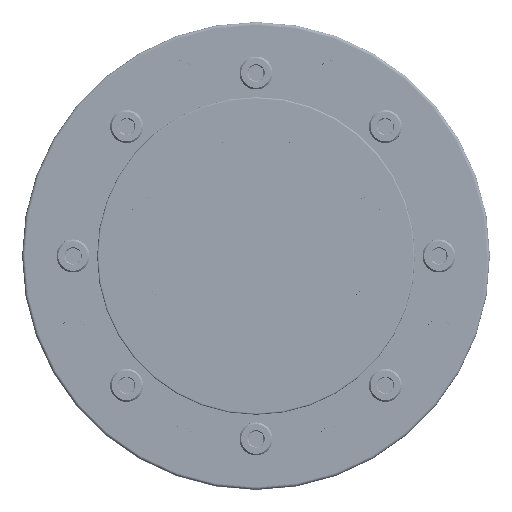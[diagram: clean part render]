
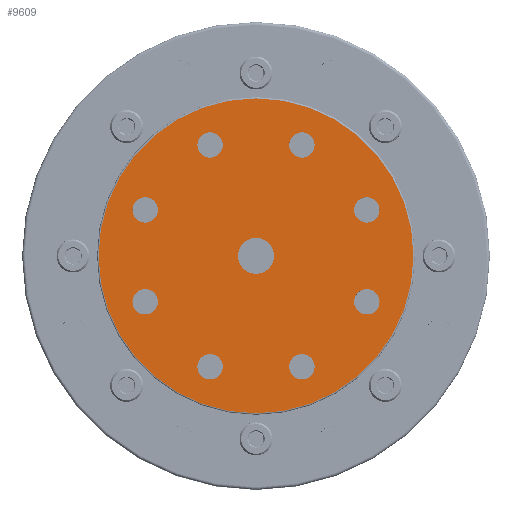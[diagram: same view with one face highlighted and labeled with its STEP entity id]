
A CAD part, top view. The second image highlights one B-rep face of the part: STEP entity #9609.
In plain terms, the highlighted face is planar.
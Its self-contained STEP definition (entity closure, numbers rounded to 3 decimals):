
#814=FACE_BOUND('',#2150,.T.);
#815=FACE_BOUND('',#2151,.T.);
#816=FACE_BOUND('',#2152,.T.);
#817=FACE_BOUND('',#2153,.T.);
#818=FACE_BOUND('',#2154,.T.);
#819=FACE_BOUND('',#2155,.T.);
#820=FACE_BOUND('',#2156,.T.);
#821=FACE_BOUND('',#2157,.T.);
#822=FACE_BOUND('',#2158,.T.);
#995=PLANE('',#10668);
#1506=FACE_OUTER_BOUND('',#2149,.T.);
#2149=EDGE_LOOP('',(#8669,#8670));
#2150=EDGE_LOOP('',(#8671));
#2151=EDGE_LOOP('',(#8672));
#2152=EDGE_LOOP('',(#8673));
#2153=EDGE_LOOP('',(#8674));
#2154=EDGE_LOOP('',(#8675));
#2155=EDGE_LOOP('',(#8676));
#2156=EDGE_LOOP('',(#8677));
#2157=EDGE_LOOP('',(#8678));
#2158=EDGE_LOOP('',(#8679));
#3641=CIRCLE('',#10660,26.25);
#3645=CIRCLE('',#10664,26.25);
#3648=CIRCLE('',#10669,2.117);
#3649=CIRCLE('',#10670,2.117);
#3650=CIRCLE('',#10671,2.117);
#3651=CIRCLE('',#10672,2.117);
#3652=CIRCLE('',#10673,2.117);
#3653=CIRCLE('',#10674,2.117);
#3654=CIRCLE('',#10675,2.117);
#3655=CIRCLE('',#10676,2.117);
#3656=CIRCLE('',#10677,3.);
#4585=VERTEX_POINT('',#30785);
#4586=VERTEX_POINT('',#30786);
#4591=VERTEX_POINT('',#30801);
#4592=VERTEX_POINT('',#30803);
#4593=VERTEX_POINT('',#30805);
#4594=VERTEX_POINT('',#30807);
#4595=VERTEX_POINT('',#30809);
#4596=VERTEX_POINT('',#30811);
#4597=VERTEX_POINT('',#30813);
#4598=VERTEX_POINT('',#30815);
#4599=VERTEX_POINT('',#30817);
#5953=EDGE_CURVE('',#4585,#4586,#3641,.T.);
#5957=EDGE_CURVE('',#4586,#4585,#3645,.T.);
#5961=EDGE_CURVE('',#4591,#4591,#3648,.T.);
#5962=EDGE_CURVE('',#4592,#4592,#3649,.T.);
#5963=EDGE_CURVE('',#4593,#4593,#3650,.T.);
#5964=EDGE_CURVE('',#4594,#4594,#3651,.T.);
#5965=EDGE_CURVE('',#4595,#4595,#3652,.T.);
#5966=EDGE_CURVE('',#4596,#4596,#3653,.T.);
#5967=EDGE_CURVE('',#4597,#4597,#3654,.T.);
#5968=EDGE_CURVE('',#4598,#4598,#3655,.T.);
#5969=EDGE_CURVE('',#4599,#4599,#3656,.T.);
#8669=ORIENTED_EDGE('',*,*,#5953,.F.);
#8670=ORIENTED_EDGE('',*,*,#5957,.F.);
#8671=ORIENTED_EDGE('',*,*,#5961,.T.);
#8672=ORIENTED_EDGE('',*,*,#5962,.T.);
#8673=ORIENTED_EDGE('',*,*,#5963,.T.);
#8674=ORIENTED_EDGE('',*,*,#5964,.T.);
#8675=ORIENTED_EDGE('',*,*,#5965,.T.);
#8676=ORIENTED_EDGE('',*,*,#5966,.T.);
#8677=ORIENTED_EDGE('',*,*,#5967,.T.);
#8678=ORIENTED_EDGE('',*,*,#5968,.T.);
#8679=ORIENTED_EDGE('',*,*,#5969,.T.);
#9609=ADVANCED_FACE('',(#1506,#814,#815,#816,#817,#818,#819,#820,#821,#822),
#995,.T.);
#10660=AXIS2_PLACEMENT_3D('',#30787,#13010,#13011);
#10664=AXIS2_PLACEMENT_3D('',#30793,#13018,#13019);
#10668=AXIS2_PLACEMENT_3D('',#30800,#13027,#13028);
#10669=AXIS2_PLACEMENT_3D('',#30802,#13029,#13030);
#10670=AXIS2_PLACEMENT_3D('',#30804,#13031,#13032);
#10671=AXIS2_PLACEMENT_3D('',#30806,#13033,#13034);
#10672=AXIS2_PLACEMENT_3D('',#30808,#13035,#13036);
#10673=AXIS2_PLACEMENT_3D('',#30810,#13037,#13038);
#10674=AXIS2_PLACEMENT_3D('',#30812,#13039,#13040);
#10675=AXIS2_PLACEMENT_3D('',#30814,#13041,#13042);
#10676=AXIS2_PLACEMENT_3D('',#30816,#13043,#13044);
#10677=AXIS2_PLACEMENT_3D('',#30818,#13045,#13046);
#13010=DIRECTION('center_axis',(0.,-1.,0.));
#13011=DIRECTION('ref_axis',(-1.,0.,0.));
#13018=DIRECTION('center_axis',(0.,-1.,0.));
#13019=DIRECTION('ref_axis',(-1.,0.,0.));
#13027=DIRECTION('center_axis',(0.,1.,0.));
#13028=DIRECTION('ref_axis',(-1.,0.,0.));
#13029=DIRECTION('center_axis',(0.,-1.,0.));
#13030=DIRECTION('ref_axis',(-1.,0.,0.));
#13031=DIRECTION('center_axis',(0.,-1.,0.));
#13032=DIRECTION('ref_axis',(-1.,0.,0.));
#13033=DIRECTION('center_axis',(0.,-1.,0.));
#13034=DIRECTION('ref_axis',(-1.,0.,0.));
#13035=DIRECTION('center_axis',(0.,-1.,0.));
#13036=DIRECTION('ref_axis',(-1.,0.,0.));
#13037=DIRECTION('center_axis',(0.,-1.,0.));
#13038=DIRECTION('ref_axis',(-1.,0.,0.));
#13039=DIRECTION('center_axis',(0.,-1.,0.));
#13040=DIRECTION('ref_axis',(-1.,0.,0.));
#13041=DIRECTION('center_axis',(0.,-1.,0.));
#13042=DIRECTION('ref_axis',(-1.,0.,0.));
#13043=DIRECTION('center_axis',(0.,-1.,0.));
#13044=DIRECTION('ref_axis',(-1.,0.,0.));
#13045=DIRECTION('center_axis',(0.,-1.,0.));
#13046=DIRECTION('ref_axis',(1.,0.,0.));
#30785=CARTESIAN_POINT('',(26.25,11.25,0.));
#30786=CARTESIAN_POINT('',(0.,11.25,-26.25));
#30787=CARTESIAN_POINT('Origin',(0.,11.25,0.));
#30793=CARTESIAN_POINT('Origin',(0.,11.25,0.));
#30800=CARTESIAN_POINT('Origin',(0.,11.25,0.));
#30801=CARTESIAN_POINT('',(-16.361,11.25,-7.654));
#30802=CARTESIAN_POINT('Origin',(-18.478,11.25,-7.654));
#30803=CARTESIAN_POINT('',(20.595,11.25,7.654));
#30804=CARTESIAN_POINT('Origin',(18.478,11.25,7.654));
#30805=CARTESIAN_POINT('',(-16.361,11.25,7.654));
#30806=CARTESIAN_POINT('Origin',(-18.478,11.25,7.654));
#30807=CARTESIAN_POINT('',(20.595,11.25,-7.654));
#30808=CARTESIAN_POINT('Origin',(18.478,11.25,-7.654));
#30809=CARTESIAN_POINT('',(-5.537,11.25,-18.478));
#30810=CARTESIAN_POINT('Origin',(-7.654,11.25,-18.478));
#30811=CARTESIAN_POINT('',(9.771,11.25,18.478));
#30812=CARTESIAN_POINT('Origin',(7.654,11.25,18.478));
#30813=CARTESIAN_POINT('',(-5.537,11.25,18.478));
#30814=CARTESIAN_POINT('Origin',(-7.654,11.25,18.478));
#30815=CARTESIAN_POINT('',(9.771,11.25,-18.478));
#30816=CARTESIAN_POINT('Origin',(7.654,11.25,-18.478));
#30817=CARTESIAN_POINT('',(-3.,11.25,0.));
#30818=CARTESIAN_POINT('Origin',(0.,11.25,0.));
